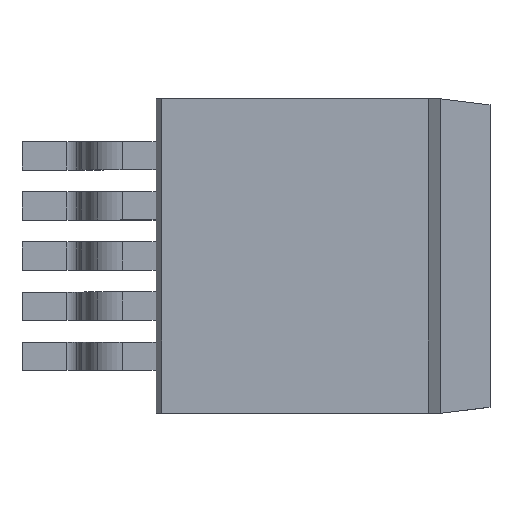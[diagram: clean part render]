
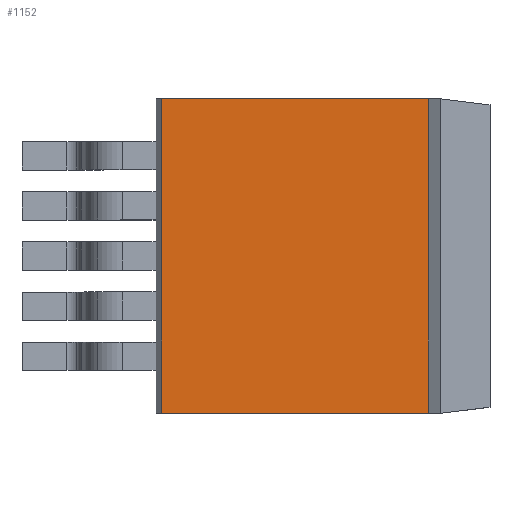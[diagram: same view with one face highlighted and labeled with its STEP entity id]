
A CAD part, top view. The second image highlights one B-rep face of the part: STEP entity #1152.
In plain terms, the highlighted planar face has unit normal (0, 0, 1).
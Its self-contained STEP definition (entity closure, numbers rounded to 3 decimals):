
#920=CARTESIAN_POINT('',(-2.998,5.335,4.83));
#921=VERTEX_POINT('',#920);
#928=CARTESIAN_POINT('',(6.046,5.335,4.83));
#929=VERTEX_POINT('',#928);
#930=CARTESIAN_POINT('',(6.046,5.335,4.83));
#931=DIRECTION('',(-1.0,0.0,0.0));
#932=VECTOR('',#931,9.045);
#933=LINE('',#930,#932);
#934=EDGE_CURVE('',#929,#921,#933,.T.);
#999=CARTESIAN_POINT('',(6.046,-5.335,4.83));
#1000=VERTEX_POINT('',#999);
#1007=CARTESIAN_POINT('',(-2.998,-5.335,4.83));
#1008=VERTEX_POINT('',#1007);
#1009=CARTESIAN_POINT('',(-2.998,-5.335,4.83));
#1010=DIRECTION('',(1.0,0.0,0.0));
#1011=VECTOR('',#1010,9.045);
#1012=LINE('',#1009,#1011);
#1013=EDGE_CURVE('',#1008,#1000,#1012,.T.);
#1125=CARTESIAN_POINT('',(-2.998,5.335,4.83));
#1126=DIRECTION('',(0.0,-1.0,0.0));
#1127=VECTOR('',#1126,10.67);
#1128=LINE('',#1125,#1127);
#1129=EDGE_CURVE('',#921,#1008,#1128,.T.);
#1136=CARTESIAN_POINT('',(-3.451,-5.869,4.83));
#1137=DIRECTION('',(0.0,0.0,1.0));
#1138=DIRECTION('',(1.0,0.0,0.0));
#1139=AXIS2_PLACEMENT_3D('',#1136,#1137,#1138);
#1140=PLANE('',#1139);
#1141=ORIENTED_EDGE('',*,*,#1013,.T.);
#1142=CARTESIAN_POINT('',(6.046,5.335,4.83));
#1143=DIRECTION('',(0.0,-1.0,0.0));
#1144=VECTOR('',#1143,10.67);
#1145=LINE('',#1142,#1144);
#1146=EDGE_CURVE('',#929,#1000,#1145,.T.);
#1147=ORIENTED_EDGE('',*,*,#1146,.F.);
#1148=ORIENTED_EDGE('',*,*,#934,.T.);
#1149=ORIENTED_EDGE('',*,*,#1129,.T.);
#1150=EDGE_LOOP('',(#1141,#1147,#1148,#1149));
#1151=FACE_OUTER_BOUND('',#1150,.T.);
#1152=ADVANCED_FACE('',(#1151),#1140,.T.);
